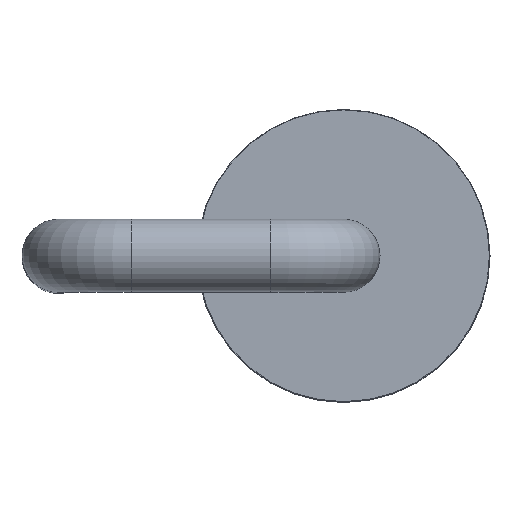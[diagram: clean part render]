
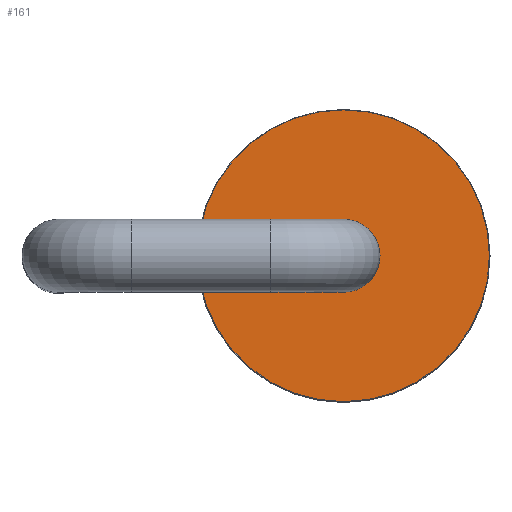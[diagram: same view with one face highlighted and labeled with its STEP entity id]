
A CAD part, top view. The second image highlights one B-rep face of the part: STEP entity #161.
In plain terms, the highlighted planar face has unit normal (0, 0, 1).
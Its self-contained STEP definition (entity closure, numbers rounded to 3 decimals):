
#142 = VERTEX_POINT('',#143);
#143 = CARTESIAN_POINT('',(4.43,0.,10.));
#149 = EDGE_CURVE('',#142,#142,#150,.T.);
#150 = CIRCLE('',#151,0.65);
#151 = AXIS2_PLACEMENT_3D('',#152,#153,#154);
#152 = CARTESIAN_POINT('',(5.08,0.,10.));
#153 = DIRECTION('',(0.,0.,-1.));
#154 = DIRECTION('',(-1.,0.,0.));
#161 = ADVANCED_FACE('',(#162,#173),#176,.F.);
#162 = FACE_BOUND('',#163,.T.);
#163 = EDGE_LOOP('',(#164));
#164 = ORIENTED_EDGE('',*,*,#165,.F.);
#165 = EDGE_CURVE('',#166,#166,#168,.T.);
#166 = VERTEX_POINT('',#167);
#167 = CARTESIAN_POINT('',(7.68,0.,10.));
#168 = CIRCLE('',#169,2.6);
#169 = AXIS2_PLACEMENT_3D('',#170,#171,#172);
#170 = CARTESIAN_POINT('',(5.08,0.,10.));
#171 = DIRECTION('',(0.,0.,-1.));
#172 = DIRECTION('',(1.,0.,0.));
#173 = FACE_BOUND('',#174,.T.);
#174 = EDGE_LOOP('',(#175));
#175 = ORIENTED_EDGE('',*,*,#149,.T.);
#176 = PLANE('',#177);
#177 = AXIS2_PLACEMENT_3D('',#178,#179,#180);
#178 = CARTESIAN_POINT('',(5.08,0.,10.));
#179 = DIRECTION('',(0.,0.,-1.));
#180 = DIRECTION('',(1.,0.,0.));
